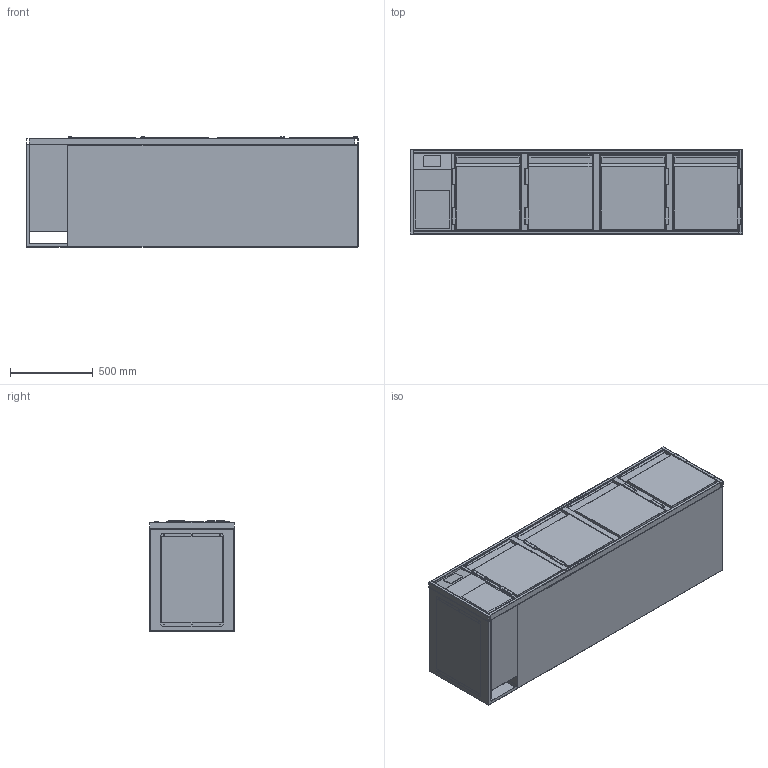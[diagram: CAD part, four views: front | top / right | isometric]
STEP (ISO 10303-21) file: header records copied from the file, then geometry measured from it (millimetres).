
FILE_DESCRIPTION (( 'STEP AP203' ), '1' );
FILE_NAME ('G-KTE-4-51-L-4T.step', '2024-02-26T13:31:53', ( '' ), ( '' ), 'SwSTEP 2.0', 'SolidWorks 2023', '' );
FILE_SCHEMA (( 'CONFIG_CONTROL_DESIGN' ));
Length unit declared in the file: millimetre
Products named in the file (11): 20-03-43331_G-KT-Auflage-400-660-Ohne-Rost; G-KTE-4-51-L-4T; 20-03-43319_G-KT-Einbauelement-Tür-400-660-510-L; 24-02-55011_G-KT-Fach-S-L-250-660-510; 20-03-43318_G-KT-Rahmen-Tür-400-510; 18-06-35404_TUER-385-455-L; 18-06-35404_TUER-385-455-R; 20-03-43319_G-KT-Einbauelement-Tür-400-660-510-R; 24-02-55012_G-KT-Korpus-1760-660-510-L; 20-03-43331_G-KT-Auflage-400-660-mit-Rost; 21-01-47565_G-KT-FRR-510-2010--1760B-250
Assembly tree (15 placements, depth 3):
  G-KTE-4-51-L-4T
    24-02-55012_G-KT-Korpus-1760-660-510-L
    21-01-47565_G-KT-FRR-510-2010--1760B-250
    24-02-55011_G-KT-Fach-S-L-250-660-510
    20-03-43319_G-KT-Einbauelement-Tür-400-660-510-L  x2
      20-03-43318_G-KT-Rahmen-Tür-400-510
      18-06-35404_TUER-385-455-L
      20-03-43331_G-KT-Auflage-400-660-Ohne-Rost
      20-03-43331_G-KT-Auflage-400-660-mit-Rost
    20-03-43319_G-KT-Einbauelement-Tür-400-660-510-R  x2
      20-03-43318_G-KT-Rahmen-Tür-400-510
      18-06-35404_TUER-385-455-R
      20-03-43331_G-KT-Auflage-400-660-Ohne-Rost
      20-03-43331_G-KT-Auflage-400-660-mit-Rost
Bounding box: 2011 x 510 x 667.5 mm (x, y, z)
Volume: 29924550.1 mm3; surface area: 16994082.4 mm2
Topology: 41 solids, 50 shells, 3006 faces, 8034 edges, 5096 vertices
Faces by surface type: cylinder 1904, plane 920, torus 64, bspline 60, sphere 58
Entity records: 37176 total; most frequent: CARTESIAN_POINT 6991, DIRECTION 6249, ORIENTED_EDGE 5810, EDGE_CURVE 2907, AXIS2_PLACEMENT_3D 2312, VERTEX_POINT 1842, LINE 1625, VECTOR 1625
